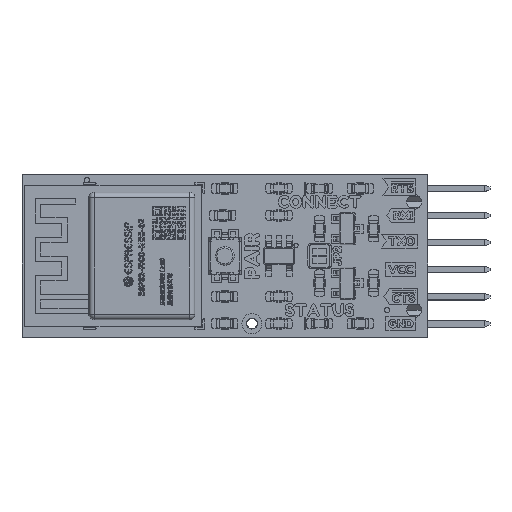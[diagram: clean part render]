
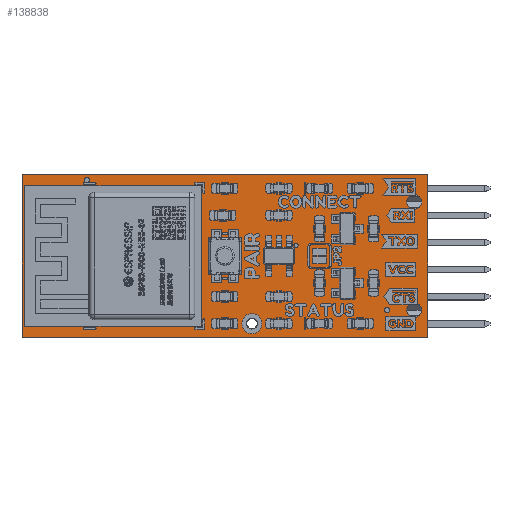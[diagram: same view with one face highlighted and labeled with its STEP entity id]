
A CAD part, top view. The second image highlights one B-rep face of the part: STEP entity #138838.
In plain terms, the highlighted planar face has unit normal (0, 0, 1).
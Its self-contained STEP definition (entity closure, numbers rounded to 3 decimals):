
#138693 = VERTEX_POINT('',#138694);
#138694 = CARTESIAN_POINT('',(38.1,0.,1.51));
#138700 = EDGE_CURVE('',#138693,#138701,#138703,.T.);
#138701 = VERTEX_POINT('',#138702);
#138702 = CARTESIAN_POINT('',(0.,0.,1.51));
#138703 = LINE('',#138704,#138705);
#138704 = CARTESIAN_POINT('',(38.1,0.,1.51));
#138705 = VECTOR('',#138706,1.);
#138706 = DIRECTION('',(-1.,0.,0.));
#138733 = VERTEX_POINT('',#138734);
#138734 = CARTESIAN_POINT('',(38.1,15.24,1.51));
#138740 = EDGE_CURVE('',#138733,#138693,#138741,.T.);
#138741 = LINE('',#138742,#138743);
#138742 = CARTESIAN_POINT('',(38.1,15.24,1.51));
#138743 = VECTOR('',#138744,1.);
#138744 = DIRECTION('',(0.,-1.,0.));
#138762 = EDGE_CURVE('',#138701,#138763,#138765,.T.);
#138763 = VERTEX_POINT('',#138764);
#138764 = CARTESIAN_POINT('',(0.,15.24,1.51));
#138765 = LINE('',#138766,#138767);
#138766 = CARTESIAN_POINT('',(0.,0.,1.51));
#138767 = VECTOR('',#138768,1.);
#138768 = DIRECTION('',(0.,1.,0.));
#138838 = ADVANCED_FACE('',(#138839,#138850,#138861,#138872),#138883,.T.
  );
#138839 = FACE_BOUND('',#138840,.T.);
#138840 = EDGE_LOOP('',(#138841,#138842,#138843,#138849));
#138841 = ORIENTED_EDGE('',*,*,#138700,.F.);
#138842 = ORIENTED_EDGE('',*,*,#138740,.F.);
#138843 = ORIENTED_EDGE('',*,*,#138844,.F.);
#138844 = EDGE_CURVE('',#138763,#138733,#138845,.T.);
#138845 = LINE('',#138846,#138847);
#138846 = CARTESIAN_POINT('',(0.,15.24,1.51));
#138847 = VECTOR('',#138848,1.);
#138848 = DIRECTION('',(1.,0.,0.));
#138849 = ORIENTED_EDGE('',*,*,#138762,.F.);
#138850 = FACE_BOUND('',#138851,.T.);
#138851 = EDGE_LOOP('',(#138852));
#138852 = ORIENTED_EDGE('',*,*,#138853,.T.);
#138853 = EDGE_CURVE('',#138854,#138854,#138856,.T.);
#138854 = VERTEX_POINT('',#138855);
#138855 = CARTESIAN_POINT('',(21.59,0.762,1.51));
#138856 = CIRCLE('',#138857,0.508);
#138857 = AXIS2_PLACEMENT_3D('',#138858,#138859,#138860);
#138858 = CARTESIAN_POINT('',(21.59,1.27,1.51));
#138859 = DIRECTION('',(-0.,0.,-1.));
#138860 = DIRECTION('',(-0.,-1.,0.));
#138861 = FACE_BOUND('',#138862,.T.);
#138862 = EDGE_LOOP('',(#138863));
#138863 = ORIENTED_EDGE('',*,*,#138864,.T.);
#138864 = EDGE_CURVE('',#138865,#138865,#138867,.T.);
#138865 = VERTEX_POINT('',#138866);
#138866 = CARTESIAN_POINT('',(36.83,1.84,1.51));
#138867 = CIRCLE('',#138868,0.7);
#138868 = AXIS2_PLACEMENT_3D('',#138869,#138870,#138871);
#138869 = CARTESIAN_POINT('',(36.83,2.54,1.51));
#138870 = DIRECTION('',(-0.,0.,-1.));
#138871 = DIRECTION('',(-0.,-1.,0.));
#138872 = FACE_BOUND('',#138873,.T.);
#138873 = EDGE_LOOP('',(#138874));
#138874 = ORIENTED_EDGE('',*,*,#138875,.T.);
#138875 = EDGE_CURVE('',#138876,#138876,#138878,.T.);
#138876 = VERTEX_POINT('',#138877);
#138877 = CARTESIAN_POINT('',(36.83,12.,1.51));
#138878 = CIRCLE('',#138879,0.7);
#138879 = AXIS2_PLACEMENT_3D('',#138880,#138881,#138882);
#138880 = CARTESIAN_POINT('',(36.83,12.7,1.51));
#138881 = DIRECTION('',(-0.,0.,-1.));
#138882 = DIRECTION('',(-0.,-1.,0.));
#138883 = PLANE('',#138884);
#138884 = AXIS2_PLACEMENT_3D('',#138885,#138886,#138887);
#138885 = CARTESIAN_POINT('',(0.,0.,1.51));
#138886 = DIRECTION('',(0.,0.,1.));
#138887 = DIRECTION('',(1.,0.,-0.));
